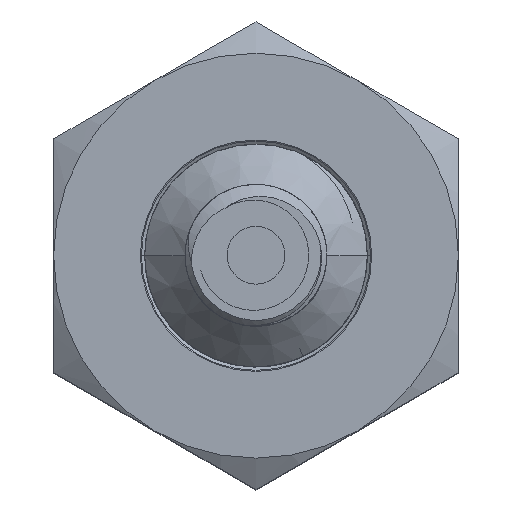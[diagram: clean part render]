
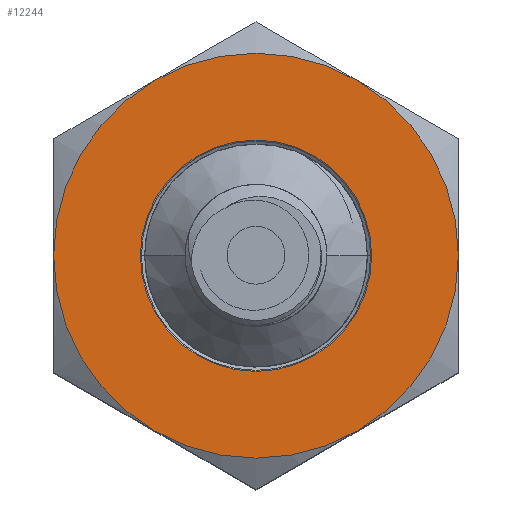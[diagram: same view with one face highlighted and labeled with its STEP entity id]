
A CAD part, top view. The second image highlights one B-rep face of the part: STEP entity #12244.
In plain terms, the highlighted planar face has unit normal (0, 0, 1).
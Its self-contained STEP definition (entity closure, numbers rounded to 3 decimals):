
#11439=CARTESIAN_POINT('',(0.,0.,0.));
#11440=DIRECTION('',(0.,0.,-1.));
#11441=DIRECTION('',(1.,0.,0.));
#11442=AXIS2_PLACEMENT_3D('',#11439,#11440,#11441);
#11444=CARTESIAN_POINT('',(0.,0.,0.));
#11445=DIRECTION('',(0.,0.,-1.));
#11446=DIRECTION('',(0.5,-0.866,0.));
#11447=AXIS2_PLACEMENT_3D('',#11444,#11445,#11446);
#11449=CARTESIAN_POINT('',(0.,0.,0.));
#11450=DIRECTION('',(0.,0.,-1.));
#11451=DIRECTION('',(-0.5,-0.866,0.));
#11452=AXIS2_PLACEMENT_3D('',#11449,#11450,#11451);
#11454=CARTESIAN_POINT('',(0.,0.,0.));
#11455=DIRECTION('',(0.,0.,-1.));
#11456=DIRECTION('',(-1.,0.,0.));
#11457=AXIS2_PLACEMENT_3D('',#11454,#11455,#11456);
#11459=CARTESIAN_POINT('',(0.,0.,0.));
#11460=DIRECTION('',(0.,0.,-1.));
#11461=DIRECTION('',(-0.5,0.866,0.));
#11462=AXIS2_PLACEMENT_3D('',#11459,#11460,#11461);
#11464=CARTESIAN_POINT('',(0.,0.,0.));
#11465=DIRECTION('',(0.,0.,-1.));
#11466=DIRECTION('',(0.5,0.866,0.));
#11467=AXIS2_PLACEMENT_3D('',#11464,#11465,#11466);
#11486=CARTESIAN_POINT('',(0.,0.,0.));
#11487=DIRECTION('',(0.,0.,-1.));
#11488=DIRECTION('',(-1.,0.,0.));
#11489=AXIS2_PLACEMENT_3D('',#11486,#11487,#11488);
#11495=CARTESIAN_POINT('',(0.,0.,0.));
#11496=DIRECTION('',(0.,0.,-1.));
#11497=DIRECTION('',(1.,0.,0.));
#11498=AXIS2_PLACEMENT_3D('',#11495,#11496,#11497);
#11909=CARTESIAN_POINT('',(3.5,0.,0.));
#11910=CARTESIAN_POINT('',(1.75,-3.031,0.));
#11911=VERTEX_POINT('',#11909);
#11912=VERTEX_POINT('',#11910);
#11913=CARTESIAN_POINT('',(-2.,0.,0.));
#11914=CARTESIAN_POINT('',(2.,0.,0.));
#11915=VERTEX_POINT('',#11913);
#11916=VERTEX_POINT('',#11914);
#11940=CARTESIAN_POINT('',(-1.75,-3.031,0.));
#11941=VERTEX_POINT('',#11940);
#11942=CARTESIAN_POINT('',(-3.5,0.,0.));
#11943=VERTEX_POINT('',#11942);
#11944=CARTESIAN_POINT('',(-1.75,3.031,0.));
#11945=CARTESIAN_POINT('',(1.75,3.031,0.));
#11946=VERTEX_POINT('',#11944);
#11947=VERTEX_POINT('',#11945);
#12220=CARTESIAN_POINT('',(-7.,0.,0.));
#12221=DIRECTION('',(0.,0.,1.));
#12222=DIRECTION('',(1.,0.,0.));
#12223=AXIS2_PLACEMENT_3D('',#12220,#12221,#12222);
#12224=PLANE('',#12223);
#12225=ORIENTED_EDGE('',*,*,#12215,.T.);
#12227=ORIENTED_EDGE('',*,*,#12226,.T.);
#12229=ORIENTED_EDGE('',*,*,#12228,.T.);
#12231=ORIENTED_EDGE('',*,*,#12230,.T.);
#12233=ORIENTED_EDGE('',*,*,#12232,.T.);
#12235=ORIENTED_EDGE('',*,*,#12234,.T.);
#12236=EDGE_LOOP('',(#12225,#12227,#12229,#12231,#12233,#12235));
#12237=FACE_OUTER_BOUND('',#12236,.F.);
#12239=ORIENTED_EDGE('',*,*,#12238,.F.);
#12241=ORIENTED_EDGE('',*,*,#12240,.F.);
#12242=EDGE_LOOP('',(#12239,#12241));
#12243=FACE_BOUND('',#12242,.F.);
#12244=ADVANCED_FACE('',(#12237,#12243),#12224,.T.);
#11443=CIRCLE('',#11442,3.5);
#11448=CIRCLE('',#11447,3.5);
#11453=CIRCLE('',#11452,3.5);
#11458=CIRCLE('',#11457,3.5);
#11463=CIRCLE('',#11462,3.5);
#11468=CIRCLE('',#11467,3.5);
#11490=CIRCLE('',#11489,2.);
#11499=CIRCLE('',#11498,2.);
#12215=EDGE_CURVE('',#11911,#11912,#11443,.T.);
#12226=EDGE_CURVE('',#11912,#11941,#11448,.T.);
#12228=EDGE_CURVE('',#11941,#11943,#11453,.T.);
#12230=EDGE_CURVE('',#11943,#11946,#11458,.T.);
#12232=EDGE_CURVE('',#11946,#11947,#11463,.T.);
#12234=EDGE_CURVE('',#11947,#11911,#11468,.T.);
#12238=EDGE_CURVE('',#11915,#11916,#11490,.T.);
#12240=EDGE_CURVE('',#11916,#11915,#11499,.T.);
